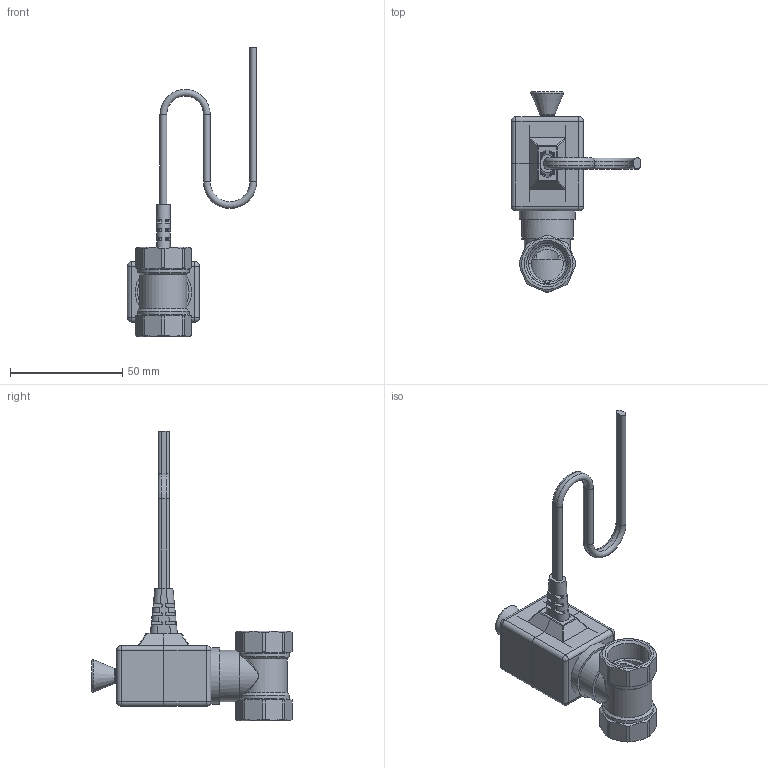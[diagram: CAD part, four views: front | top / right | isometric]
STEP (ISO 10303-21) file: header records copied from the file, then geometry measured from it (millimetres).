
FILE_DESCRIPTION(/* description */ (''),/* implementation_level */ '2;1');
FILE_NAME(/* name */ 'Сборка DN15.stp',/* time_stamp */ '2025-07-28T05:34:31+04:00',/* author */ ('111'),/* organization */ (''),/* preprocessor_version */ 'ST-DEVELOPER v18.1',/* originating_system */ 'Autodesk Inventor 2021',/* authorisation */ '');
FILE_SCHEMA (('AUTOMOTIVE_DESIGN { 1 0 10303 214 3 1 1 }'));
Length unit declared in the file: millimetre
Products named in the file (19): Сборка DN15; Корпус электромагнита 
низ; Корпус электромагнита 
верх; Деталь7; Кран DN15; 3D Узел_1; 3D Узел_2; 3D Узел_3; 3D Узел_4; 3D Узел_5; 3D Узел_6; 3D Узел_7; 3D Узел_8; 3D Узел_9; 3D Узел_10; Деталь30; переход; кнопка; жгут
Assembly tree (20 placements, depth 3):
  Сборка DN15
    Корпус электромагнита 
низ
    Корпус электромагнита 
верх
      3D Узел_1
      3D Узел_2
      Деталь7
    Кран DN15
      3D Узел_1
      3D Узел_2
      3D Узел_3
      3D Узел_4
      3D Узел_5
      3D Узел_6
      3D Узел_7
      3D Узел_8
      3D Узел_9
      3D Узел_10
      Деталь30
    переход
    кнопка
    жгут
Bounding box: 57.5 x 89.12 x 128.99 mm (x, y, z)
Volume: 27626.6 mm3; surface area: 26080.1 mm2
Topology: 6 solids, 6 shells, 408 faces, 1072 edges, 672 vertices
Faces by surface type: plane 188, cylinder 130, bspline 51, cone 18, sphere 12, torus 9
Full cylindrical faces by diameter (mm): 2.459 x1, 3.6 x1, 6 x1, 8 x1, 10 x1, 11.3 x1, 12 x1, 15 x3, 15.5 x1, 17 x1, 17.2 x1, 18 x1, 18.6 x2, 20 x1, 20.5 x1, 22.85 x1, 25 x1
Entity records: 19541 total; most frequent: CARTESIAN_POINT 8781, ORIENTED_EDGE 2116, DIRECTION 2044, EDGE_CURVE 1058, AXIS2_PLACEMENT_3D 731, VERTEX_POINT 674, LINE 582, VECTOR 582
